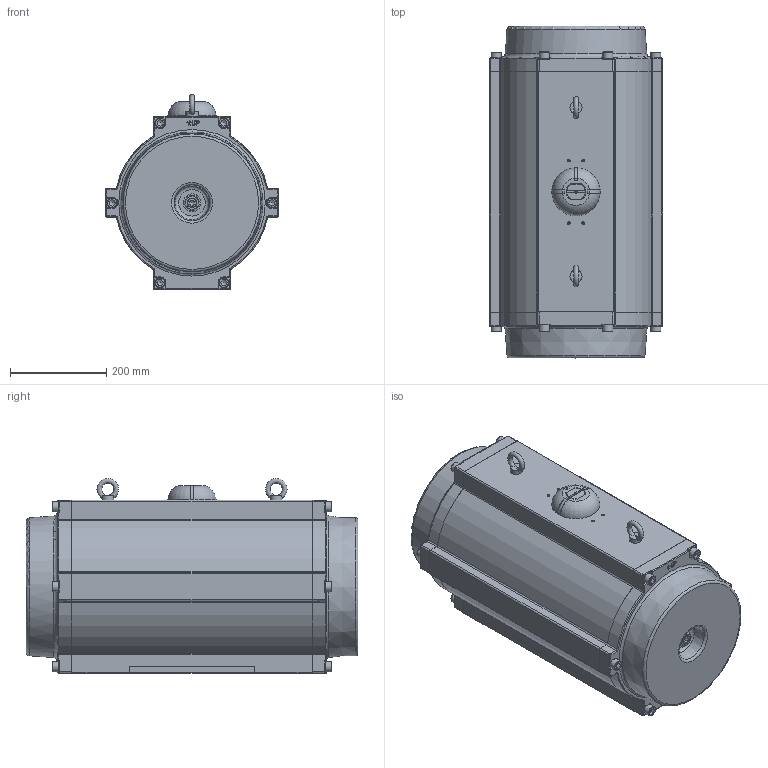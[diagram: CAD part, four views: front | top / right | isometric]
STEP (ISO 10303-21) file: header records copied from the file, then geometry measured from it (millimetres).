
FILE_DESCRIPTION(/* description */ ('Unknown'),/* implementation_level */ '2;1');
FILE_NAME(/* name */ 'GTA-300X90',/* time_stamp */ '2018-10-01T11:48:14+02:00',/* author */ ('Unknown'),/* organization */ ('Unknown'),/* preprocessor_version */ 'ST-DEVELOPER v16.7',/* originating_system */ 'DEX',/* authorisation */ $);
FILE_SCHEMA (('AUTOMOTIVE_DESIGN {1 0 10303 214 3 1 1}'));
Length unit declared in the file: millimetre
Products named in the file (1): GTA-300X90
Bounding box: 360 x 689 x 404.93 mm (x, y, z)
Surface area: 1156976.8 mm2 (no closed solid volume)
Topology: 0 solids, 36 shells, 740 faces, 2254 edges, 1491 vertices
Faces by surface type: plane 276, cylinder 190, cone 113, torus 105, bspline 56
Full cylindrical faces by diameter (mm): 4.134 x9, 4.917 x1, 8.376 x1, 11.445 x2, 12 x1, 12.5 x1, 17.294 x4, 21 x12, 24 x1, 25 x2, 37 x1, 40 x1, 44 x1, 50 x1, 63 x1, 74.8 x1, 129.7 x1, 130.3 x1, 134 x1
Entity records: 30070 total; most frequent: CARTESIAN_POINT 10815, DIRECTION 3979, ORIENTED_EDGE 3500, EDGE_CURVE 2055, AXIS2_PLACEMENT_3D 1538, VERTEX_POINT 1460, FACE_BOUND 976, EDGE_LOOP 947
